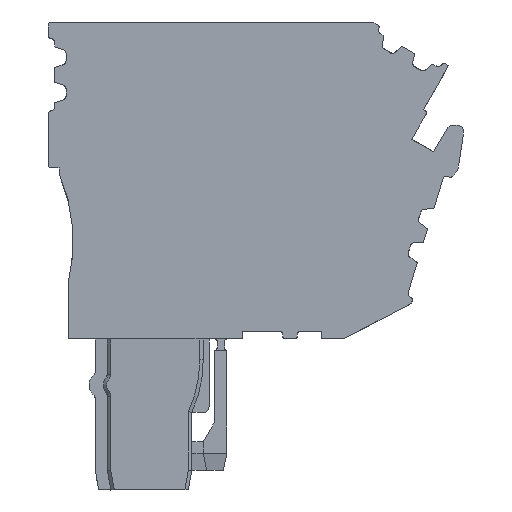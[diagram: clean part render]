
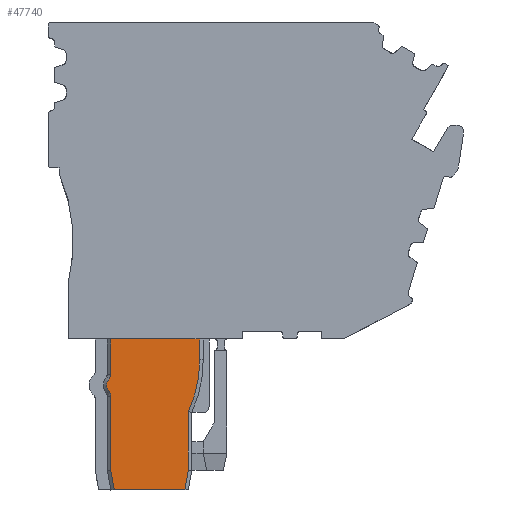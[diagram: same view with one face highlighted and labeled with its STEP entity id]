
A CAD part, left-side view. The second image highlights one B-rep face of the part: STEP entity #47740.
In plain terms, the highlighted planar face has unit normal (-1, 0, 0).
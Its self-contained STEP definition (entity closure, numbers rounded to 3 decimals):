
#47648=AXIS2_PLACEMENT_3D('Plane Axis2P3D',#47645,#47646,#47647) ;
#47659=AXIS2_PLACEMENT_3D('Circle Axis2P3D',#47657,#47658,$) ;
#47666=AXIS2_PLACEMENT_3D('Circle Axis2P3D',#47664,#47665,$) ;
#47673=AXIS2_PLACEMENT_3D('Circle Axis2P3D',#47671,#47672,$) ;
#47715=AXIS2_PLACEMENT_3D('Circle Axis2P3D',#47713,#47714,$) ;
#42644=CARTESIAN_POINT('Vertex',(0.7,30.733,13.15)) ;
#42647=CARTESIAN_POINT('Line Origine',(0.7,27.158,13.15)) ;
#42651=CARTESIAN_POINT('Vertex',(0.7,23.583,13.15)) ;
#46993=CARTESIAN_POINT('Line Origine',(0.7,23.283,13.15)) ;
#46997=CARTESIAN_POINT('Vertex',(0.7,22.983,13.15)) ;
#47645=CARTESIAN_POINT('Axis2P3D Location',(0.7,27.733,-0.25)) ;
#47650=CARTESIAN_POINT('Line Origine',(0.7,30.733,11.619)) ;
#47654=CARTESIAN_POINT('Vertex',(0.7,30.733,10.088)) ;
#47657=CARTESIAN_POINT('Axis2P3D Location',(0.7,31.333,10.088)) ;
#47661=CARTESIAN_POINT('Vertex',(0.7,30.873,9.703)) ;
#47664=CARTESIAN_POINT('Axis2P3D Location',(0.7,30.183,9.125)) ;
#47668=CARTESIAN_POINT('Vertex',(0.7,30.873,8.547)) ;
#47671=CARTESIAN_POINT('Axis2P3D Location',(0.7,31.333,8.162)) ;
#47675=CARTESIAN_POINT('Vertex',(0.7,30.733,8.162)) ;
#47678=CARTESIAN_POINT('Line Origine',(0.7,30.733,4.927)) ;
#47682=CARTESIAN_POINT('Vertex',(0.7,30.733,1.693)) ;
#47685=CARTESIAN_POINT('Line Origine',(0.7,30.584,0.846)) ;
#47689=CARTESIAN_POINT('Vertex',(0.7,30.435,0.)) ;
#47692=CARTESIAN_POINT('Line Origine',(0.7,27.361,0.)) ;
#47696=CARTESIAN_POINT('Vertex',(0.7,24.288,0.)) ;
#47699=CARTESIAN_POINT('Line Origine',(0.7,24.135,0.864)) ;
#47703=CARTESIAN_POINT('Vertex',(0.7,23.983,1.728)) ;
#47706=CARTESIAN_POINT('Line Origine',(0.7,23.983,4.274)) ;
#47710=CARTESIAN_POINT('Vertex',(0.7,23.983,6.821)) ;
#47713=CARTESIAN_POINT('Axis2P3D Location',(0.7,33.683,11.337)) ;
#47717=CARTESIAN_POINT('Vertex',(0.7,22.983,11.337)) ;
#47720=CARTESIAN_POINT('Line Origine',(0.7,22.983,12.244)) ;
#42648=DIRECTION('Vector Direction',(0.,1.,0.)) ;
#46994=DIRECTION('Vector Direction',(0.,1.,0.)) ;
#47646=DIRECTION('Axis2P3D Direction',(-1.,0.,0.)) ;
#47647=DIRECTION('Axis2P3D XDirection',(0.,1.,0.)) ;
#47651=DIRECTION('Vector Direction',(0.,0.,-1.)) ;
#47658=DIRECTION('Axis2P3D Direction',(-1.,0.,0.)) ;
#47665=DIRECTION('Axis2P3D Direction',(-1.,0.,0.)) ;
#47672=DIRECTION('Axis2P3D Direction',(-1.,0.,0.)) ;
#47679=DIRECTION('Vector Direction',(0.,0.,-1.)) ;
#47686=DIRECTION('Vector Direction',(0.,-0.174,-0.985)) ;
#47693=DIRECTION('Vector Direction',(0.,-1.,0.)) ;
#47700=DIRECTION('Vector Direction',(0.,0.174,-0.985)) ;
#47707=DIRECTION('Vector Direction',(0.,0.,-1.)) ;
#47714=DIRECTION('Axis2P3D Direction',(-1.,0.,0.)) ;
#47721=DIRECTION('Vector Direction',(0.,0.,1.)) ;
#42649=VECTOR('Line Direction',#42648,1.) ;
#46995=VECTOR('Line Direction',#46994,1.) ;
#47652=VECTOR('Line Direction',#47651,1.) ;
#47680=VECTOR('Line Direction',#47679,1.) ;
#47687=VECTOR('Line Direction',#47686,1.) ;
#47694=VECTOR('Line Direction',#47693,1.) ;
#47701=VECTOR('Line Direction',#47700,1.) ;
#47708=VECTOR('Line Direction',#47707,1.) ;
#47722=VECTOR('Line Direction',#47721,1.) ;
#47726=ORIENTED_EDGE('',*,*,#46999,.T.) ;
#47727=ORIENTED_EDGE('',*,*,#42653,.T.) ;
#47728=ORIENTED_EDGE('',*,*,#47656,.F.) ;
#47729=ORIENTED_EDGE('',*,*,#47663,.T.) ;
#47730=ORIENTED_EDGE('',*,*,#47670,.T.) ;
#47731=ORIENTED_EDGE('',*,*,#47677,.T.) ;
#47732=ORIENTED_EDGE('',*,*,#47684,.F.) ;
#47733=ORIENTED_EDGE('',*,*,#47691,.F.) ;
#47734=ORIENTED_EDGE('',*,*,#47698,.T.) ;
#47735=ORIENTED_EDGE('',*,*,#47705,.F.) ;
#47736=ORIENTED_EDGE('',*,*,#47712,.F.) ;
#47737=ORIENTED_EDGE('',*,*,#47719,.F.) ;
#47738=ORIENTED_EDGE('',*,*,#47724,.F.) ;
#47740=ADVANCED_FACE('V4',(#47739),#47649,.T.) ;
#47660=CIRCLE('generated circle',#47659,0.6) ;
#47667=CIRCLE('generated circle',#47666,0.9) ;
#47674=CIRCLE('generated circle',#47673,0.6) ;
#47716=CIRCLE('generated circle',#47715,10.7) ;
#42653=EDGE_CURVE('',#42652,#42645,#42650,.T.) ;
#46999=EDGE_CURVE('',#46998,#42652,#46996,.T.) ;
#47656=EDGE_CURVE('',#47655,#42645,#47653,.F.) ;
#47663=EDGE_CURVE('',#47655,#47662,#47660,.F.) ;
#47670=EDGE_CURVE('',#47662,#47669,#47667,.T.) ;
#47677=EDGE_CURVE('',#47669,#47676,#47674,.F.) ;
#47684=EDGE_CURVE('',#47683,#47676,#47681,.F.) ;
#47691=EDGE_CURVE('',#47690,#47683,#47688,.F.) ;
#47698=EDGE_CURVE('',#47690,#47697,#47695,.T.) ;
#47705=EDGE_CURVE('',#47704,#47697,#47702,.T.) ;
#47712=EDGE_CURVE('',#47711,#47704,#47709,.T.) ;
#47719=EDGE_CURVE('',#47718,#47711,#47716,.F.) ;
#47724=EDGE_CURVE('',#46998,#47718,#47723,.F.) ;
#47725=EDGE_LOOP('',(#47726,#47727,#47728,#47729,#47730,#47731,#47732,#47733,#47734,#47735,#47736,#47737,#47738)) ;
#47739=FACE_OUTER_BOUND('',#47725,.T.) ;
#42650=LINE('Line',#42647,#42649) ;
#46996=LINE('Line',#46993,#46995) ;
#47653=LINE('Line',#47650,#47652) ;
#47681=LINE('Line',#47678,#47680) ;
#47688=LINE('Line',#47685,#47687) ;
#47695=LINE('Line',#47692,#47694) ;
#47702=LINE('Line',#47699,#47701) ;
#47709=LINE('Line',#47706,#47708) ;
#47723=LINE('Line',#47720,#47722) ;
#47649=PLANE('',#47648) ;
#42645=VERTEX_POINT('',#42644) ;
#42652=VERTEX_POINT('',#42651) ;
#46998=VERTEX_POINT('',#46997) ;
#47655=VERTEX_POINT('',#47654) ;
#47662=VERTEX_POINT('',#47661) ;
#47669=VERTEX_POINT('',#47668) ;
#47676=VERTEX_POINT('',#47675) ;
#47683=VERTEX_POINT('',#47682) ;
#47690=VERTEX_POINT('',#47689) ;
#47697=VERTEX_POINT('',#47696) ;
#47704=VERTEX_POINT('',#47703) ;
#47711=VERTEX_POINT('',#47710) ;
#47718=VERTEX_POINT('',#47717) ;
